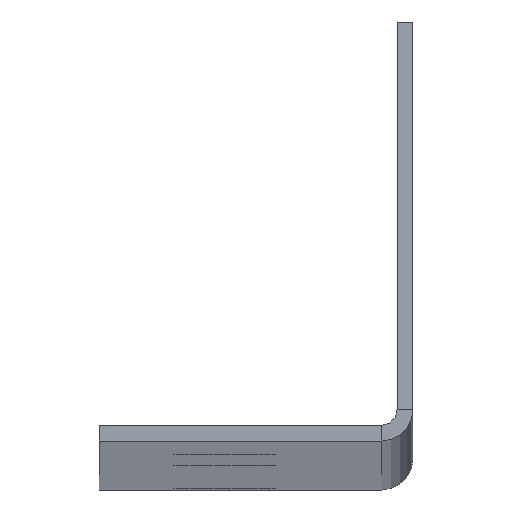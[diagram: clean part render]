
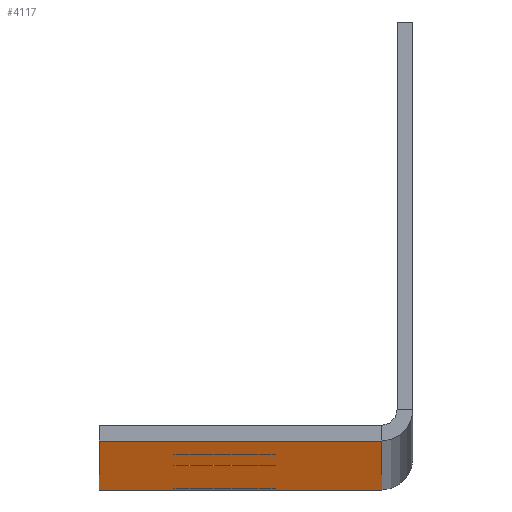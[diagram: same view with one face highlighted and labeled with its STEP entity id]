
A CAD part, top view. The second image highlights one B-rep face of the part: STEP entity #4117.
In plain terms, the highlighted planar face has unit normal (0, -1, 0).
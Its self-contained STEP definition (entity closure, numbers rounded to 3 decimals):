
#17 = FACE_BOUND ( 'NONE', #1396, .T. ) ;
#49 = CARTESIAN_POINT ( 'NONE',  ( 8., -1., 1719.5 ) ) ;
#58 = VERTEX_POINT ( 'NONE', #2756 ) ;
#71 = FACE_BOUND ( 'NONE', #1390, .T. ) ;
#88 = CARTESIAN_POINT ( 'NONE',  ( 8., -1., 69.5 ) ) ;
#131 = FACE_BOUND ( 'NONE', #3786, .T. ) ;
#175 = AXIS2_PLACEMENT_3D ( 'NONE', #4490, #1866, #1840 ) ;
#187 = EDGE_CURVE ( 'NONE', #5077, #1084, #5634, .T. ) ;
#208 = EDGE_LOOP ( 'NONE', ( #259, #4170, #4914, #4971 ) ) ;
#259 = ORIENTED_EDGE ( 'NONE', *, *, #4325, .T. ) ;
#355 = EDGE_CURVE ( 'NONE', #3154, #2899, #1399, .T. ) ;
#445 = DIRECTION ( 'NONE',  ( 0., 0., 1. ) ) ;
#508 = EDGE_CURVE ( 'NONE', #4445, #3778, #3157, .T. ) ;
#563 = DIRECTION ( 'NONE',  ( 0., 0., 1. ) ) ;
#793 = CARTESIAN_POINT ( 'NONE',  ( 8., -1., 891.25 ) ) ;
#884 = EDGE_CURVE ( 'NONE', #2899, #3154, #5175, .T. ) ;
#896 = CARTESIAN_POINT ( 'NONE',  ( 8., -1., 1719.5 ) ) ;
#911 = CARTESIAN_POINT ( 'NONE',  ( 8., -1., 1716.25 ) ) ;
#930 = DIRECTION ( 'NONE',  ( 0., 0., -1. ) ) ;
#986 = LINE ( 'NONE', #3620, #1044 ) ;
#1003 = EDGE_CURVE ( 'NONE', #4223, #4378, #2956, .T. ) ;
#1044 = VECTOR ( 'NONE', #930, 1000. ) ;
#1058 = CARTESIAN_POINT ( 'NONE',  ( 8., -1., 482. ) ) ;
#1084 = VERTEX_POINT ( 'NONE', #793 ) ;
#1216 = DIRECTION ( 'NONE',  ( 1., 0., 0. ) ) ;
#1246 = CIRCLE ( 'NONE', #4360, 3.25 ) ;
#1294 = ORIENTED_EDGE ( 'NONE', *, *, #5348, .T. ) ;
#1328 = DIRECTION ( 'NONE',  ( 0., 1., 0. ) ) ;
#1357 = CARTESIAN_POINT ( 'NONE',  ( 8., -1., 478.75 ) ) ;
#1383 = ORIENTED_EDGE ( 'NONE', *, *, #3806, .T. ) ;
#1390 = EDGE_LOOP ( 'NONE', ( #4331, #2962 ) ) ;
#1396 = EDGE_LOOP ( 'NONE', ( #2075, #1294 ) ) ;
#1399 = CIRCLE ( 'NONE', #4236, 3.25 ) ;
#1427 = CARTESIAN_POINT ( 'NONE',  ( 18., -1., 1789. ) ) ;
#1431 = DIRECTION ( 'NONE',  ( 0., 1., 0. ) ) ;
#1519 = EDGE_CURVE ( 'NONE', #2121, #3739, #4318, .T. ) ;
#1593 = ORIENTED_EDGE ( 'NONE', *, *, #4406, .T. ) ;
#1612 = CARTESIAN_POINT ( 'NONE',  ( 18., -1., 1789. ) ) ;
#1638 = LINE ( 'NONE', #2554, #5698 ) ;
#1641 = DIRECTION ( 'NONE',  ( 0., 0., -1. ) ) ;
#1727 = EDGE_CURVE ( 'NONE', #58, #5143, #1246, .T. ) ;
#1756 = PLANE ( 'NONE',  #175 ) ;
#1840 = DIRECTION ( 'NONE',  ( 0., 0., 1. ) ) ;
#1848 = AXIS2_PLACEMENT_3D ( 'NONE', #2783, #1978, #5509 ) ;
#1866 = DIRECTION ( 'NONE',  ( 0., 1., 0. ) ) ;
#1895 = AXIS2_PLACEMENT_3D ( 'NONE', #3470, #4774, #3059 ) ;
#1897 = DIRECTION ( 'NONE',  ( 0., 1., 0. ) ) ;
#1959 = CARTESIAN_POINT ( 'NONE',  ( 8., -1., 66.25 ) ) ;
#1978 = DIRECTION ( 'NONE',  ( 0., 1., 0. ) ) ;
#2012 = CARTESIAN_POINT ( 'NONE',  ( 8., -1., 482. ) ) ;
#2014 = EDGE_LOOP ( 'NONE', ( #4609, #1383 ) ) ;
#2075 = ORIENTED_EDGE ( 'NONE', *, *, #187, .T. ) ;
#2121 = VERTEX_POINT ( 'NONE', #2934 ) ;
#2195 = AXIS2_PLACEMENT_3D ( 'NONE', #49, #2219, #563 ) ;
#2219 = DIRECTION ( 'NONE',  ( 0., 1., 0. ) ) ;
#2292 = DIRECTION ( 'NONE',  ( 1., 0., 0. ) ) ;
#2390 = VECTOR ( 'NONE', #1641, 1000. ) ;
#2445 = CIRCLE ( 'NONE', #1895, 3.25 ) ;
#2452 = AXIS2_PLACEMENT_3D ( 'NONE', #2012, #1897, #4527 ) ;
#2471 = ORIENTED_EDGE ( 'NONE', *, *, #4727, .T. ) ;
#2554 = CARTESIAN_POINT ( 'NONE',  ( 0., -1., 0. ) ) ;
#2589 = VECTOR ( 'NONE', #2292, 1000. ) ;
#2664 = DIRECTION ( 'NONE',  ( 0., 0., 1. ) ) ;
#2678 = AXIS2_PLACEMENT_3D ( 'NONE', #88, #1431, #5351 ) ;
#2756 = CARTESIAN_POINT ( 'NONE',  ( 8., -1., 1303.75 ) ) ;
#2771 = CIRCLE ( 'NONE', #3690, 3.25 ) ;
#2783 = CARTESIAN_POINT ( 'NONE',  ( 8., -1., 894.5 ) ) ;
#2899 = VERTEX_POINT ( 'NONE', #3495 ) ;
#2934 = CARTESIAN_POINT ( 'NONE',  ( 8., -1., 1722.75 ) ) ;
#2956 = CIRCLE ( 'NONE', #5179, 3.25 ) ;
#2957 = DIRECTION ( 'NONE',  ( 0., 1., 0. ) ) ;
#2962 = ORIENTED_EDGE ( 'NONE', *, *, #355, .T. ) ;
#2984 = DIRECTION ( 'NONE',  ( 0., 0., 1. ) ) ;
#3059 = DIRECTION ( 'NONE',  ( 0., 0., 1. ) ) ;
#3154 = VERTEX_POINT ( 'NONE', #1959 ) ;
#3157 = LINE ( 'NONE', #4929, #2589 ) ;
#3207 = DIRECTION ( 'NONE',  ( 0., 0., 1. ) ) ;
#3452 = CARTESIAN_POINT ( 'NONE',  ( 8., -1., 894.5 ) ) ;
#3454 = CARTESIAN_POINT ( 'NONE',  ( 8., -1., 1307. ) ) ;
#3470 = CARTESIAN_POINT ( 'NONE',  ( 8., -1., 1307. ) ) ;
#3495 = CARTESIAN_POINT ( 'NONE',  ( 8., -1., 72.75 ) ) ;
#3584 = CARTESIAN_POINT ( 'NONE',  ( 0., -1., 0. ) ) ;
#3620 = CARTESIAN_POINT ( 'NONE',  ( 0., -1., 1789. ) ) ;
#3690 = AXIS2_PLACEMENT_3D ( 'NONE', #3452, #4843, #445 ) ;
#3739 = VERTEX_POINT ( 'NONE', #911 ) ;
#3768 = CARTESIAN_POINT ( 'NONE',  ( 8., -1., 485.25 ) ) ;
#3778 = VERTEX_POINT ( 'NONE', #1427 ) ;
#3786 = EDGE_LOOP ( 'NONE', ( #2471, #3963 ) ) ;
#3806 = EDGE_CURVE ( 'NONE', #4378, #4223, #4488, .T. ) ;
#3828 = LINE ( 'NONE', #1612, #2390 ) ;
#3917 = CARTESIAN_POINT ( 'NONE',  ( 8., -1., 69.5 ) ) ;
#3963 = ORIENTED_EDGE ( 'NONE', *, *, #1727, .T. ) ;
#4007 = FACE_BOUND ( 'NONE', #2014, .T. ) ;
#4032 = FACE_OUTER_BOUND ( 'NONE', #208, .T. ) ;
#4117 = ADVANCED_FACE ( 'NONE', ( #4007, #71, #4032, #17, #131, #5310 ), #1756, .F. ) ;
#4134 = CARTESIAN_POINT ( 'NONE',  ( 8., -1., 1310.25 ) ) ;
#4170 = ORIENTED_EDGE ( 'NONE', *, *, #5073, .F. ) ;
#4223 = VERTEX_POINT ( 'NONE', #3768 ) ;
#4229 = EDGE_LOOP ( 'NONE', ( #4467, #1593 ) ) ;
#4236 = AXIS2_PLACEMENT_3D ( 'NONE', #3917, #2957, #2984 ) ;
#4318 = CIRCLE ( 'NONE', #2195, 3.25 ) ;
#4325 = EDGE_CURVE ( 'NONE', #4925, #5343, #1638, .T. ) ;
#4331 = ORIENTED_EDGE ( 'NONE', *, *, #884, .T. ) ;
#4360 = AXIS2_PLACEMENT_3D ( 'NONE', #3454, #4694, #4757 ) ;
#4374 = CARTESIAN_POINT ( 'NONE',  ( 18., -1., 0. ) ) ;
#4378 = VERTEX_POINT ( 'NONE', #1357 ) ;
#4399 = CARTESIAN_POINT ( 'NONE',  ( 0., -1., 1789. ) ) ;
#4406 = EDGE_CURVE ( 'NONE', #3739, #2121, #4764, .T. ) ;
#4445 = VERTEX_POINT ( 'NONE', #4399 ) ;
#4467 = ORIENTED_EDGE ( 'NONE', *, *, #1519, .T. ) ;
#4488 = CIRCLE ( 'NONE', #2452, 3.25 ) ;
#4490 = CARTESIAN_POINT ( 'NONE',  ( 0., -1., 1789. ) ) ;
#4527 = DIRECTION ( 'NONE',  ( 0., 0., 1. ) ) ;
#4556 = DIRECTION ( 'NONE',  ( 0., 1., 0. ) ) ;
#4609 = ORIENTED_EDGE ( 'NONE', *, *, #1003, .T. ) ;
#4694 = DIRECTION ( 'NONE',  ( 0., 1., 0. ) ) ;
#4727 = EDGE_CURVE ( 'NONE', #5143, #58, #2445, .T. ) ;
#4757 = DIRECTION ( 'NONE',  ( 0., 0., 1. ) ) ;
#4764 = CIRCLE ( 'NONE', #5318, 3.25 ) ;
#4774 = DIRECTION ( 'NONE',  ( 0., 1., 0. ) ) ;
#4843 = DIRECTION ( 'NONE',  ( 0., 1., 0. ) ) ;
#4914 = ORIENTED_EDGE ( 'NONE', *, *, #508, .F. ) ;
#4925 = VERTEX_POINT ( 'NONE', #3584 ) ;
#4929 = CARTESIAN_POINT ( 'NONE',  ( 0., -1., 1789. ) ) ;
#4971 = ORIENTED_EDGE ( 'NONE', *, *, #5461, .T. ) ;
#5073 = EDGE_CURVE ( 'NONE', #3778, #5343, #3828, .T. ) ;
#5077 = VERTEX_POINT ( 'NONE', #5131 ) ;
#5131 = CARTESIAN_POINT ( 'NONE',  ( 8., -1., 897.75 ) ) ;
#5143 = VERTEX_POINT ( 'NONE', #4134 ) ;
#5175 = CIRCLE ( 'NONE', #2678, 3.25 ) ;
#5179 = AXIS2_PLACEMENT_3D ( 'NONE', #1058, #4556, #3207 ) ;
#5310 = FACE_BOUND ( 'NONE', #4229, .T. ) ;
#5318 = AXIS2_PLACEMENT_3D ( 'NONE', #896, #1328, #2664 ) ;
#5343 = VERTEX_POINT ( 'NONE', #4374 ) ;
#5348 = EDGE_CURVE ( 'NONE', #1084, #5077, #2771, .T. ) ;
#5351 = DIRECTION ( 'NONE',  ( 0., 0., 1. ) ) ;
#5461 = EDGE_CURVE ( 'NONE', #4445, #4925, #986, .T. ) ;
#5509 = DIRECTION ( 'NONE',  ( 0., 0., 1. ) ) ;
#5634 = CIRCLE ( 'NONE', #1848, 3.25 ) ;
#5698 = VECTOR ( 'NONE', #1216, 1000. ) ;
